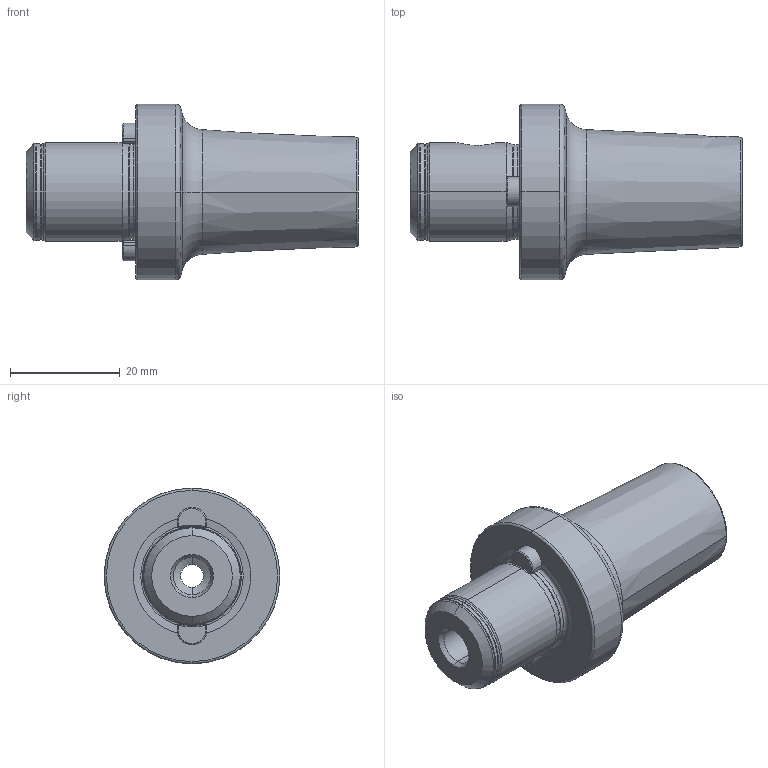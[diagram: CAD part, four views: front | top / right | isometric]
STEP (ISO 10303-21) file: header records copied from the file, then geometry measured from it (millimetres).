
FILE_DESCRIPTION (( 'STEP AP203' ), '1' );
FILE_NAME ('ST3-ST1.K01.040.STEP', '2016-02-12T10:38:12', ( 'SWIAdmin' ), ( 'Hewlett-Packard Company' ), 'SwSTEP 2.0', 'SolidWorks 2015', '' );
FILE_SCHEMA (( 'CONFIG_CONTROL_DESIGN' ));
Length unit declared in the file: millimetre
Products named in the file (4): ST3-ST1.K01.040_A; ST1-ER1.001.005_A; ST3-ER2.001.007_A; ST3-ST1.K01.040
Assembly tree (4 placements, depth 2):
  ST3-ST1.K01.040
    ST3-ST1.K01.040_A
    ST1-ER1.001.005_A
    ST3-ER2.001.007_A  x2
Bounding box: 60.5 x 32 x 32 mm (x, y, z)
Volume: 20918.1 mm3; surface area: 7177.6 mm2
Topology: 4 solids, 4 shells, 162 faces, 371 edges, 214 vertices
Faces by surface type: cone 56, cylinder 45, torus 31, plane 26, bspline 4
Entity records: 4998 total; most frequent: CARTESIAN_POINT 1367, DIRECTION 725, ORIENTED_EDGE 642, EDGE_CURVE 321, AXIS2_PLACEMENT_3D 305, VERTEX_POINT 188, CIRCLE 161, EDGE_LOOP 149
